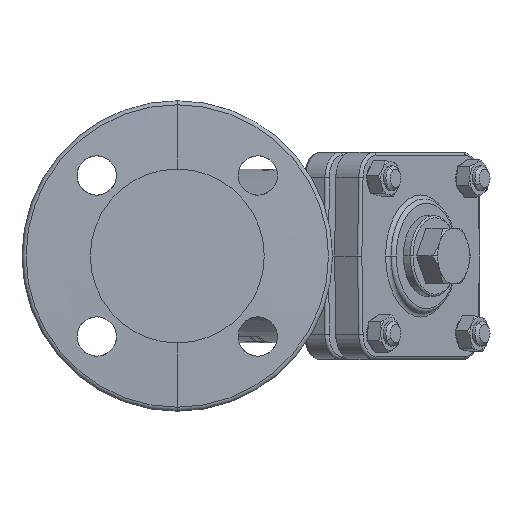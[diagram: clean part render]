
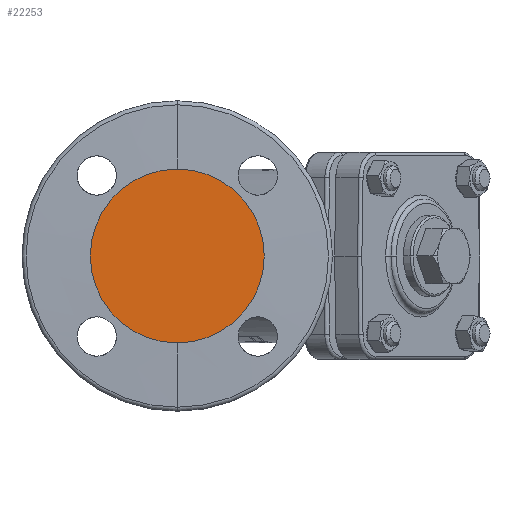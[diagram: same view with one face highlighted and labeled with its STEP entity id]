
A CAD part, left-side view. The second image highlights one B-rep face of the part: STEP entity #22253.
In plain terms, the highlighted planar face has unit normal (-1, 0, 0).
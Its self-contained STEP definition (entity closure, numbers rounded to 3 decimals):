
#1173 = AXIS2_PLACEMENT_3D ( 'NONE', #12734, #30449, #29711 ) ;
#3384 = DIRECTION ( 'NONE',  ( 1., 0., 0. ) ) ;
#7684 = ORIENTED_EDGE ( 'NONE', *, *, #10975, .F. ) ;
#8675 = AXIS2_PLACEMENT_3D ( 'NONE', #34957, #14147, #31859 ) ;
#10975 = EDGE_CURVE ( 'NONE', #37162, #30287, #20883, .T. ) ;
#12734 = CARTESIAN_POINT ( 'NONE',  ( -100., 0., 0. ) ) ;
#14147 = DIRECTION ( 'NONE',  ( -1., 0., 0. ) ) ;
#14843 = EDGE_CURVE ( 'NONE', #30287, #37162, #17866, .T. ) ;
#15704 = DIRECTION ( 'NONE',  ( 0., 0., -1. ) ) ;
#17866 = CIRCLE ( 'NONE', #27071, 42. ) ;
#20117 = FACE_OUTER_BOUND ( 'NONE', #23364, .T. ) ;
#20883 = CIRCLE ( 'NONE', #1173, 42. ) ;
#22012 = CARTESIAN_POINT ( 'NONE',  ( -100., 0., 42. ) ) ;
#22253 = ADVANCED_FACE ( 'NONE', ( #20117 ), #28786, .T. ) ;
#22863 = CARTESIAN_POINT ( 'NONE',  ( -100., 0., -42. ) ) ;
#23364 = EDGE_LOOP ( 'NONE', ( #7684, #32333 ) ) ;
#27071 = AXIS2_PLACEMENT_3D ( 'NONE', #32489, #3384, #15704 ) ;
#28786 = PLANE ( 'NONE',  #8675 ) ;
#29711 = DIRECTION ( 'NONE',  ( 0., 0., -1. ) ) ;
#30287 = VERTEX_POINT ( 'NONE', #22012 ) ;
#30449 = DIRECTION ( 'NONE',  ( 1., 0., 0. ) ) ;
#31859 = DIRECTION ( 'NONE',  ( 0., 0., 1. ) ) ;
#32333 = ORIENTED_EDGE ( 'NONE', *, *, #14843, .F. ) ;
#32489 = CARTESIAN_POINT ( 'NONE',  ( -100., 0., 0. ) ) ;
#34957 = CARTESIAN_POINT ( 'NONE',  ( -100., 0., 0. ) ) ;
#37162 = VERTEX_POINT ( 'NONE', #22863 ) ;
